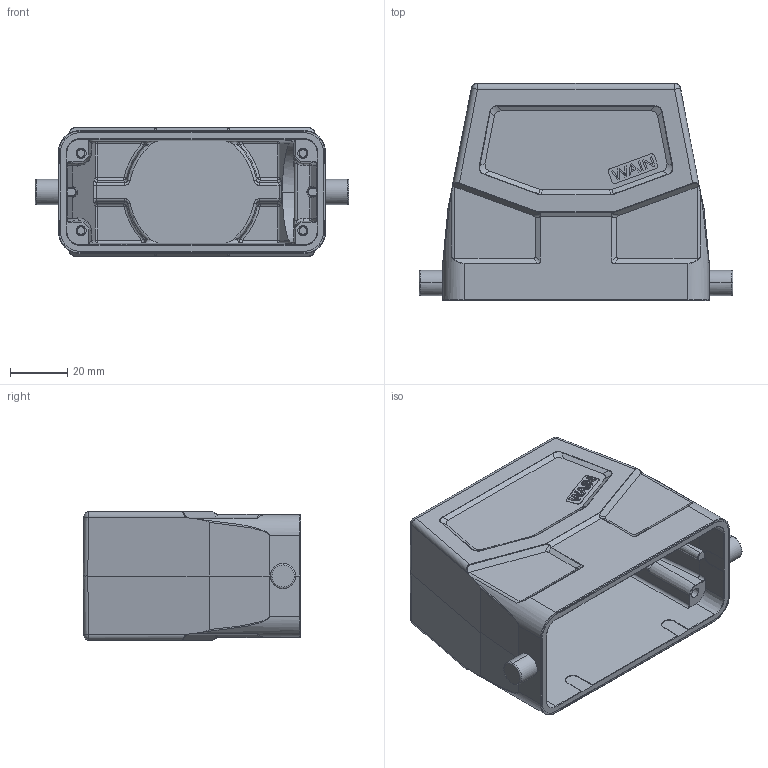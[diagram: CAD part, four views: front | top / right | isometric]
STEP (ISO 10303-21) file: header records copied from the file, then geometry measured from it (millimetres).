
FILE_DESCRIPTION((''),'2;1');
FILE_NAME('3D_1111165105004_W16B-SEH-2B-PG','2017-06-07T',('sh.ye'),(''),'PRO/ENGINEER BY PARAMETRIC TECHNOLOGY CORPORATION, 2010180','PRO/ENGINEER BY PARAMETRIC TECHNOLOGY CORPORATION, 2010180','');
FILE_SCHEMA(('AUTOMOTIVE_DESIGN { 1 0 10303 214 1 1 1 1 }'));
Length unit declared in the file: millimetre
Products named in the file (1): 3D_1111165105004_W16B-SEH-2B-PG
Bounding box: 109.5 x 76 x 45 mm (x, y, z)
Volume: 77321 mm3; surface area: 41922 mm2
Topology: 1 solids, 1 shells, 562 faces, 1496 edges, 932 vertices
Faces by surface type: plane 207, cylinder 179, bspline 68, cone 32, torus 28, sphere 28, extrusion 20
Entity records: 20555 total; most frequent: CARTESIAN_POINT 7259, ORIENTED_EDGE 2940, DIRECTION 2438, EDGE_CURVE 1470, VERTEX_POINT 932, AXIS2_PLACEMENT_3D 843, VECTOR 752, LINE 732
